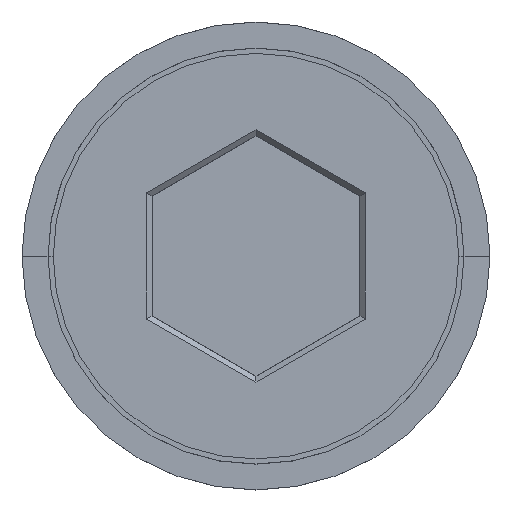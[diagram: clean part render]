
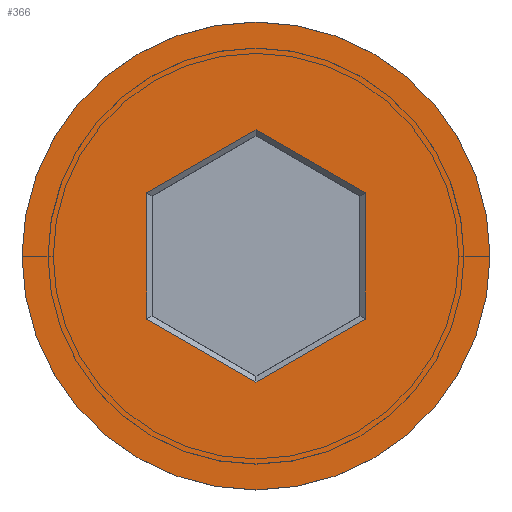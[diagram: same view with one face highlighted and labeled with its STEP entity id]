
A CAD part, top view. The second image highlights one B-rep face of the part: STEP entity #366.
In plain terms, the highlighted planar face has unit normal (0, 0, 1).
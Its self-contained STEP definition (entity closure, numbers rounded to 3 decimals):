
#47 = LINE ( 'NONE', #543, #1025 ) ;
#60 = CARTESIAN_POINT ( 'NONE',  ( 0., 0., 0. ) ) ;
#89 = LINE ( 'NONE', #446, #895 ) ;
#106 = CARTESIAN_POINT ( 'NONE',  ( -2.05, -1.241, 0. ) ) ;
#149 = CIRCLE ( 'NONE', #767, 4.5 ) ;
#150 = AXIS2_PLACEMENT_3D ( 'NONE', #60, #448, #426 ) ;
#162 = CARTESIAN_POINT ( 'NONE',  ( -2.1, 1.212, 0. ) ) ;
#167 = CARTESIAN_POINT ( 'NONE',  ( -0.05, 2.396, 0. ) ) ;
#196 = VERTEX_POINT ( 'NONE', #265 ) ;
#224 = VERTEX_POINT ( 'NONE', #755 ) ;
#265 = CARTESIAN_POINT ( 'NONE',  ( 4.5, 0., 0. ) ) ;
#308 = ORIENTED_EDGE ( 'NONE', *, *, #1446, .T. ) ;
#312 = VERTEX_POINT ( 'NONE', #162 ) ;
#354 = VECTOR ( 'NONE', #932, 1000. ) ;
#366 = ADVANCED_FACE ( 'NONE', ( #735, #983 ), #732, .T. ) ;
#367 = CARTESIAN_POINT ( 'NONE',  ( -2.1, 1.155, 0. ) ) ;
#380 = VECTOR ( 'NONE', #1223, 1000. ) ;
#420 = DIRECTION ( 'NONE',  ( 0.866, -0.5, 0. ) ) ;
#426 = DIRECTION ( 'NONE',  ( 1., 0., 0. ) ) ;
#446 = CARTESIAN_POINT ( 'NONE',  ( 2.1, -1.155, 0. ) ) ;
#448 = DIRECTION ( 'NONE',  ( 0., 0., 1. ) ) ;
#452 = VECTOR ( 'NONE', #1441, 1000. ) ;
#457 = DIRECTION ( 'NONE',  ( 1., 0., 0. ) ) ;
#464 = LINE ( 'NONE', #367, #380 ) ;
#518 = EDGE_CURVE ( 'NONE', #196, #768, #1542, .T. ) ;
#528 = EDGE_CURVE ( 'NONE', #768, #196, #149, .T. ) ;
#543 = CARTESIAN_POINT ( 'NONE',  ( 2.05, 1.241, 0. ) ) ;
#549 = VERTEX_POINT ( 'NONE', #1570 ) ;
#563 = EDGE_LOOP ( 'NONE', ( #609, #1523, #1557, #641, #622, #308 ) ) ;
#609 = ORIENTED_EDGE ( 'NONE', *, *, #1502, .T. ) ;
#622 = ORIENTED_EDGE ( 'NONE', *, *, #1408, .T. ) ;
#641 = ORIENTED_EDGE ( 'NONE', *, *, #1059, .T. ) ;
#688 = CARTESIAN_POINT ( 'NONE',  ( 0., 0., 0. ) ) ;
#696 = CARTESIAN_POINT ( 'NONE',  ( 0.05, -2.396, 0. ) ) ;
#703 = VERTEX_POINT ( 'NONE', #1238 ) ;
#732 = PLANE ( 'NONE',  #998 ) ;
#735 = FACE_BOUND ( 'NONE', #563, .T. ) ;
#755 = CARTESIAN_POINT ( 'NONE',  ( 2.1, 1.212, 0. ) ) ;
#767 = AXIS2_PLACEMENT_3D ( 'NONE', #688, #947, #804 ) ;
#768 = VERTEX_POINT ( 'NONE', #864 ) ;
#804 = DIRECTION ( 'NONE',  ( 1., 0., 0. ) ) ;
#844 = LINE ( 'NONE', #106, #452 ) ;
#864 = CARTESIAN_POINT ( 'NONE',  ( -4.5, 0., 0. ) ) ;
#895 = VECTOR ( 'NONE', #936, 1000. ) ;
#908 = CARTESIAN_POINT ( 'NONE',  ( -2.1, -1.212, 0. ) ) ;
#932 = DIRECTION ( 'NONE',  ( -0.866, -0.5, 0. ) ) ;
#936 = DIRECTION ( 'NONE',  ( 0., -1., 0. ) ) ;
#947 = DIRECTION ( 'NONE',  ( 0., 0., 1. ) ) ;
#983 = FACE_OUTER_BOUND ( 'NONE', #1049, .T. ) ;
#998 = AXIS2_PLACEMENT_3D ( 'NONE', #1593, #1226, #457 ) ;
#1025 = VECTOR ( 'NONE', #420, 1000. ) ;
#1038 = ORIENTED_EDGE ( 'NONE', *, *, #528, .T. ) ;
#1049 = EDGE_LOOP ( 'NONE', ( #1385, #1038 ) ) ;
#1059 = EDGE_CURVE ( 'NONE', #224, #703, #89, .T. ) ;
#1174 = LINE ( 'NONE', #167, #1187 ) ;
#1187 = VECTOR ( 'NONE', #1537, 1000. ) ;
#1223 = DIRECTION ( 'NONE',  ( 0., 1., 0. ) ) ;
#1226 = DIRECTION ( 'NONE',  ( 0., 0., 1. ) ) ;
#1238 = CARTESIAN_POINT ( 'NONE',  ( 2.1, -1.212, 0. ) ) ;
#1321 = VERTEX_POINT ( 'NONE', #908 ) ;
#1326 = EDGE_CURVE ( 'NONE', #312, #549, #1174, .T. ) ;
#1342 = EDGE_CURVE ( 'NONE', #549, #224, #47, .T. ) ;
#1385 = ORIENTED_EDGE ( 'NONE', *, *, #518, .T. ) ;
#1408 = EDGE_CURVE ( 'NONE', #703, #1475, #1571, .T. ) ;
#1441 = DIRECTION ( 'NONE',  ( -0.866, 0.5, 0. ) ) ;
#1446 = EDGE_CURVE ( 'NONE', #1475, #1321, #844, .T. ) ;
#1449 = CARTESIAN_POINT ( 'NONE',  ( 0., -2.425, 0. ) ) ;
#1475 = VERTEX_POINT ( 'NONE', #1449 ) ;
#1502 = EDGE_CURVE ( 'NONE', #1321, #312, #464, .T. ) ;
#1523 = ORIENTED_EDGE ( 'NONE', *, *, #1326, .T. ) ;
#1537 = DIRECTION ( 'NONE',  ( 0.866, 0.5, 0. ) ) ;
#1542 = CIRCLE ( 'NONE', #150, 4.5 ) ;
#1557 = ORIENTED_EDGE ( 'NONE', *, *, #1342, .T. ) ;
#1570 = CARTESIAN_POINT ( 'NONE',  ( 0., 2.425, 0. ) ) ;
#1571 = LINE ( 'NONE', #696, #354 ) ;
#1593 = CARTESIAN_POINT ( 'NONE',  ( 0., 0., 0. ) ) ;
